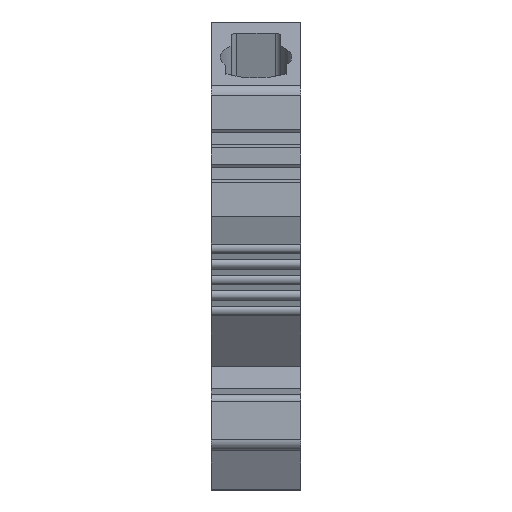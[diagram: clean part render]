
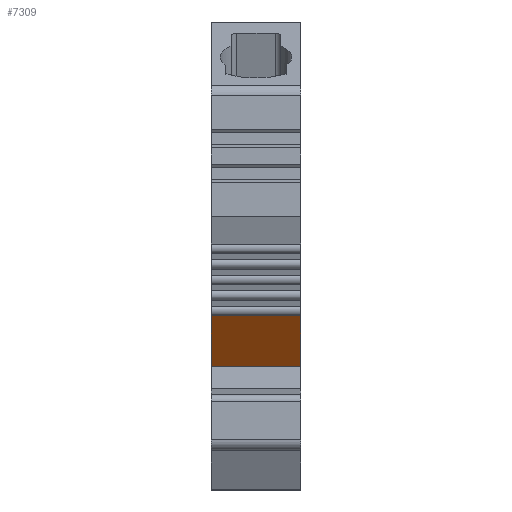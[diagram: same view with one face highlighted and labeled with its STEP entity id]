
A CAD part, left-side view. The second image highlights one B-rep face of the part: STEP entity #7309.
In plain terms, the highlighted planar face has unit normal (-0.77, 0, -0.638).
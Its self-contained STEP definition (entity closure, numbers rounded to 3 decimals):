
#607=ORIENTED_EDGE('',*,*,#2099,.T.);
#608=ORIENTED_EDGE('',*,*,#2100,.F.);
#609=ORIENTED_EDGE('',*,*,#2101,.F.);
#610=ORIENTED_EDGE('',*,*,#2097,.T.);
#2097=EDGE_CURVE('',#2826,#2825,#3359,.T.);
#2099=EDGE_CURVE('',#2825,#2827,#3361,.T.);
#2100=EDGE_CURVE('',#2828,#2827,#3362,.T.);
#2101=EDGE_CURVE('',#2826,#2828,#3363,.T.);
#2825=VERTEX_POINT('',#10017);
#2826=VERTEX_POINT('',#10019);
#2827=VERTEX_POINT('',#10023);
#2828=VERTEX_POINT('',#10025);
#3359=LINE('',#10018,#3992);
#3361=LINE('',#10022,#3994);
#3362=LINE('',#10024,#3995);
#3363=LINE('',#10026,#3996);
#3992=VECTOR('',#8441,1000.);
#3994=VECTOR('',#8445,1000.);
#3995=VECTOR('',#8446,1000.);
#3996=VECTOR('',#8447,1000.);
#4512=EDGE_LOOP('',(#607,#608,#609,#610));
#4813=FACE_BOUND('',#4512,.T.);
#5089=PLANE('',#7655);
#7309=ADVANCED_FACE('',(#4813),#5089,.F.);
#7655=AXIS2_PLACEMENT_3D('',#10021,#8443,#8444);
#8441=DIRECTION('',(0.,-1.,0.));
#8443=DIRECTION('',(0.77,0.,0.638));
#8444=DIRECTION('',(0.638,0.,-0.77));
#8445=DIRECTION('',(-0.638,0.,0.77));
#8446=DIRECTION('',(0.,-1.,0.));
#8447=DIRECTION('',(-0.638,0.,0.77));
#10017=CARTESIAN_POINT('',(-24.442,0.,12.579));
#10018=CARTESIAN_POINT('',(-24.442,8.1,12.579));
#10019=CARTESIAN_POINT('',(-24.442,8.1,12.579));
#10021=CARTESIAN_POINT('',(-28.251,8.1,17.176));
#10022=CARTESIAN_POINT('',(-28.251,0.,17.176));
#10023=CARTESIAN_POINT('',(-28.251,0.,17.176));
#10024=CARTESIAN_POINT('',(-28.251,8.1,17.176));
#10025=CARTESIAN_POINT('',(-28.251,8.1,17.176));
#10026=CARTESIAN_POINT('',(-28.251,8.1,17.176));
